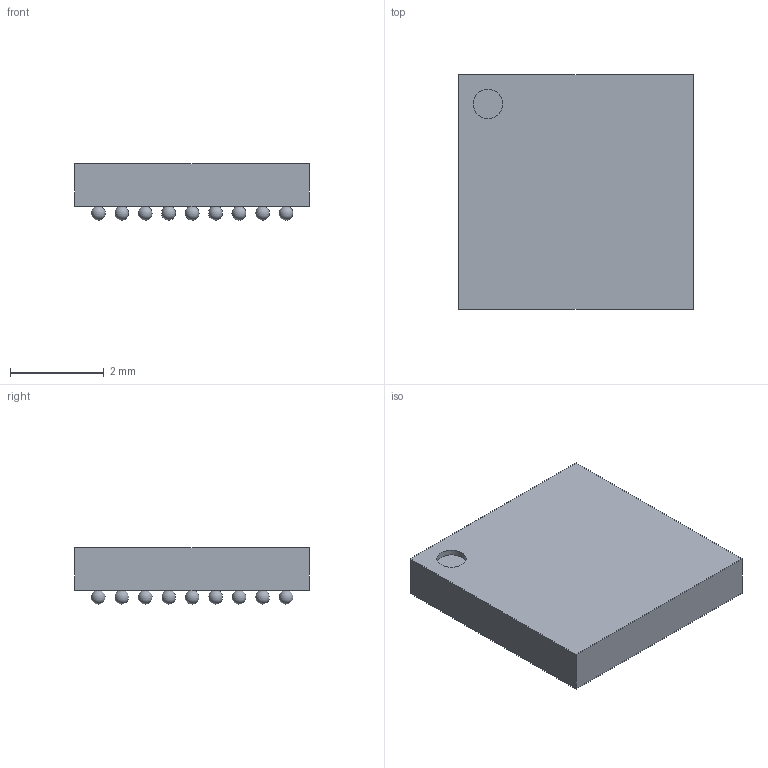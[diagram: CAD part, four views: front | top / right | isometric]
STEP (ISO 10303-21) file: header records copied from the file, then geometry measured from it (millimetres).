
FILE_DESCRIPTION(('FreeCAD Model'),'2;1');
FILE_NAME('18855259.1.1.stp','2023-11-05T15:24:07',( 'Author'),(''),'Open CASCADE STEP processor 6.9','FreeCAD','Unknown' );
FILE_SCHEMA(('AUTOMOTIVE_DESIGN { 1 0 10303 214 1 1 1 1 }'));
Length unit declared in the file: millimetre
Products named in the file (67): ASSEMBLY; A1; A2; A3; A4; A5; A6; A7; A8; A9; B1; B2; B3; B4; B5; B6; B7; B8; B9; C1; C2; C8; C9; D1; D2; D4; D5; D6; D8; D9; E1; E2; E4; E5; E6; E8; E9; F1; F2; F4 ...
Assembly tree (66 placements, depth 2):
  ASSEMBLY
    A1
    A2
    A3
    A4
    A5
    A6
    A7
    A8
    A9
    B1
    B2
    B3
    B4
    B5
    B6
    B7
    B8
    B9
    C1
    C2
    C8
    C9
    D1
    D2
    D4
    D5
    D6
    D8
    D9
    E1
    E2
    E4
    E5
    E6
    E8
    E9
    F1
    F2
    F4
    F5
    F6
    F8
    F9
    G1
    G2
    G8
    G9
    H1
    H2
    H3
    H4
    H5
    H6
    H7
    H8
    H9
    J1
    J2
    J3
Bounding box: 5 x 5 x 1.2 mm (x, y, z)
Volume: 23.4 mm3; surface area: 86.6 mm2
Topology: 66 solids, 66 shells, 73 faces, 210 edges, 140 vertices
Faces by surface type: sphere 65, plane 7, cylinder 1
Full cylindrical faces by diameter (mm): 0.625 x1
Entity records: 3036 total; most frequent: DIRECTION 327, CARTESIAN_POINT 260, AXIS2_PLACEMENT_3D 142, PRODUCT_DEFINITION_SHAPE 133, VERTEX_POINT 75, FACE_BOUND 74, ADVANCED_FACE 73, SHAPE_DEFINITION_REPRESENTATION 67
